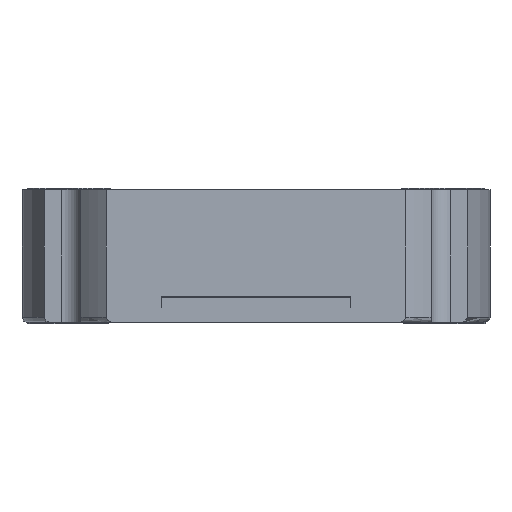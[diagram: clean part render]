
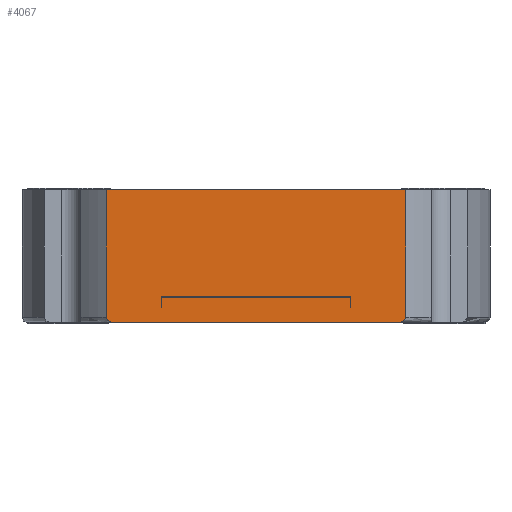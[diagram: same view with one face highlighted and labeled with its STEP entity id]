
A CAD part, front view. The second image highlights one B-rep face of the part: STEP entity #4067.
In plain terms, the highlighted planar face has unit normal (0, -1, 0).
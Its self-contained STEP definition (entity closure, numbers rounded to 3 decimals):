
#212 = CARTESIAN_POINT ( 'NONE',  ( 15.068, -18.3, -8.202 ) ) ;
#770 = CARTESIAN_POINT ( 'NONE',  ( -15.18, -18.3, -8.069 ) ) ;
#880 = ORIENTED_EDGE ( 'NONE', *, *, #4567, .T. ) ;
#969 = DIRECTION ( 'NONE',  ( -1., 0., 0. ) ) ;
#1509 = CARTESIAN_POINT ( 'NONE',  ( -15.217, -18.3, -7.9 ) ) ;
#1628 = CARTESIAN_POINT ( 'NONE',  ( -14.997, -18.3, -8.253 ) ) ;
#1743 = CARTESIAN_POINT ( 'NONE',  ( 14.593, -18.3, -8.392 ) ) ;
#1793 = CARTESIAN_POINT ( 'NONE',  ( 14.843, -18.3, -8.33 ) ) ;
#1952 = CARTESIAN_POINT ( 'NONE',  ( 14.508, -18.3, -8.4 ) ) ;
#2153 = B_SPLINE_CURVE_WITH_KNOTS ( 'NONE', 3,
 ( #8269, #9086, #770, #2531, #1628, #8220, #5858, #4140 ),
 .UNSPECIFIED., .F., .F.,
 ( 4, 2, 2, 4 ),
 ( 0., 0., 0.001, 0.001 ),
 .UNSPECIFIED. ) ;
#2195 = ORIENTED_EDGE ( 'NONE', *, *, #4104, .T. ) ;
#2531 = CARTESIAN_POINT ( 'NONE',  ( -15.068, -18.3, -8.202 ) ) ;
#2544 = VERTEX_POINT ( 'NONE', #9409 ) ;
#2593 = DIRECTION ( 'NONE',  ( 0., 0., -1. ) ) ;
#2668 = CARTESIAN_POINT ( 'NONE',  ( -15.217, -18.3, -8.4 ) ) ;
#2760 = CARTESIAN_POINT ( 'NONE',  ( 14.422, -18.3, -8.4 ) ) ;
#3308 = B_SPLINE_CURVE_WITH_KNOTS ( 'NONE', 3,
 ( #4410, #1952, #1743, #5957, #1793, #9429, #212, #8647, #8484, #6842 ),
 .UNSPECIFIED., .F., .F.,
 ( 4, 2, 2, 2, 4 ),
 ( 0., 0., 0.001, 0.001, 0.001 ),
 .UNSPECIFIED. ) ;
#3687 = LINE ( 'NONE', #8585, #10057 ) ;
#3762 = VERTEX_POINT ( 'NONE', #4242 ) ;
#3917 = VECTOR ( 'NONE', #4796, 1000. ) ;
#3993 = VERTEX_POINT ( 'NONE', #1509 ) ;
#4067 = ADVANCED_FACE ( 'Defeature ausgef�hrt1_33', ( #5257 ), #7552, .F. ) ;
#4104 = EDGE_CURVE ( 'Defeature ausgef�hrt1_33+Defeature ausgef�hrt1_22+Defeature ausgef�hrt1_82+Defeature ausgef�hrt1_81', #3762, #6668, #6825, .T. ) ;
#4140 = CARTESIAN_POINT ( 'NONE',  ( -14.422, -18.3, -8.4 ) ) ;
#4242 = CARTESIAN_POINT ( 'NONE',  ( -14.422, -18.3, -8.4 ) ) ;
#4279 = CARTESIAN_POINT ( 'NONE',  ( -15.217, -18.3, 5.1 ) ) ;
#4410 = CARTESIAN_POINT ( 'NONE',  ( 14.422, -18.3, -8.4 ) ) ;
#4531 = ORIENTED_EDGE ( 'NONE', *, *, #7258, .T. ) ;
#4567 = EDGE_CURVE ( 'Defeature ausgef�hrt1_33+Defeature ausgef�hrt1_82+Defeature ausgef�hrt1_32+Defeature ausgef�hrt1_22', #3993, #3762, #2153, .T. ) ;
#4796 = DIRECTION ( 'NONE',  ( 0., 0., -1. ) ) ;
#4934 = ORIENTED_EDGE ( 'NONE', *, *, #6780, .F. ) ;
#5257 = FACE_OUTER_BOUND ( 'NONE', #5997, .T. ) ;
#5597 = LINE ( 'NONE', #9729, #3917 ) ;
#5622 = CARTESIAN_POINT ( 'NONE',  ( -15.217, -18.3, 5.1 ) ) ;
#5858 = CARTESIAN_POINT ( 'NONE',  ( -14.595, -18.3, -8.4 ) ) ;
#5957 = CARTESIAN_POINT ( 'NONE',  ( 14.76, -18.3, -8.357 ) ) ;
#5997 = EDGE_LOOP ( 'NONE', ( #2195, #8021, #6220, #4934, #4531, #880 ) ) ;
#6090 = VERTEX_POINT ( 'NONE', #6550 ) ;
#6220 = ORIENTED_EDGE ( 'NONE', *, *, #7712, .F. ) ;
#6550 = CARTESIAN_POINT ( 'NONE',  ( -15.217, -18.3, 5.1 ) ) ;
#6668 = VERTEX_POINT ( 'NONE', #2760 ) ;
#6691 = AXIS2_PLACEMENT_3D ( 'NONE', #4279, #10126, #969 ) ;
#6780 = EDGE_CURVE ( 'Defeature ausgef�hrt1_21+Defeature ausgef�hrt1_33+Defeature ausgef�hrt1_32+Defeature ausgef�hrt1_34', #6090, #6983, #7212, .T. ) ;
#6825 = LINE ( 'NONE', #2668, #9135 ) ;
#6842 = CARTESIAN_POINT ( 'NONE',  ( 15.217, -18.3, -7.9 ) ) ;
#6983 = VERTEX_POINT ( 'NONE', #7873 ) ;
#7212 = LINE ( 'NONE', #5622, #7818 ) ;
#7258 = EDGE_CURVE ( 'Defeature ausgef�hrt1_33+Defeature ausgef�hrt1_32+Defeature ausgef�hrt1_21+Defeature ausgef�hrt1_82', #6090, #3993, #5597, .T. ) ;
#7552 = PLANE ( 'NONE',  #6691 ) ;
#7712 = EDGE_CURVE ( 'Defeature ausgef�hrt1_34+Defeature ausgef�hrt1_33+Defeature ausgef�hrt1_21+Defeature ausgef�hrt1_81', #6983, #2544, #3687, .T. ) ;
#7713 = DIRECTION ( 'NONE',  ( 1., 0., 0. ) ) ;
#7737 = EDGE_CURVE ( 'Defeature ausgef�hrt1_33+Defeature ausgef�hrt1_81+Defeature ausgef�hrt1_22+Defeature ausgef�hrt1_34', #6668, #2544, #3308, .T. ) ;
#7818 = VECTOR ( 'NONE', #8908, 1000. ) ;
#7873 = CARTESIAN_POINT ( 'NONE',  ( 15.217, -18.3, 5.1 ) ) ;
#8021 = ORIENTED_EDGE ( 'NONE', *, *, #7737, .T. ) ;
#8220 = CARTESIAN_POINT ( 'NONE',  ( -14.767, -18.3, -8.368 ) ) ;
#8269 = CARTESIAN_POINT ( 'NONE',  ( -15.217, -18.3, -7.9 ) ) ;
#8484 = CARTESIAN_POINT ( 'NONE',  ( 15.217, -18.3, -7.987 ) ) ;
#8585 = CARTESIAN_POINT ( 'NONE',  ( 15.217, -18.3, 5.1 ) ) ;
#8647 = CARTESIAN_POINT ( 'NONE',  ( 15.179, -18.3, -8.071 ) ) ;
#8908 = DIRECTION ( 'NONE',  ( 1., 0., 0. ) ) ;
#9086 = CARTESIAN_POINT ( 'NONE',  ( -15.217, -18.3, -7.987 ) ) ;
#9135 = VECTOR ( 'NONE', #7713, 1000. ) ;
#9409 = CARTESIAN_POINT ( 'NONE',  ( 15.217, -18.3, -7.9 ) ) ;
#9429 = CARTESIAN_POINT ( 'NONE',  ( 14.996, -18.3, -8.253 ) ) ;
#9729 = CARTESIAN_POINT ( 'NONE',  ( -15.217, -18.3, 5.1 ) ) ;
#10057 = VECTOR ( 'NONE', #2593, 1000. ) ;
#10126 = DIRECTION ( 'NONE',  ( 0., 1., 0. ) ) ;
